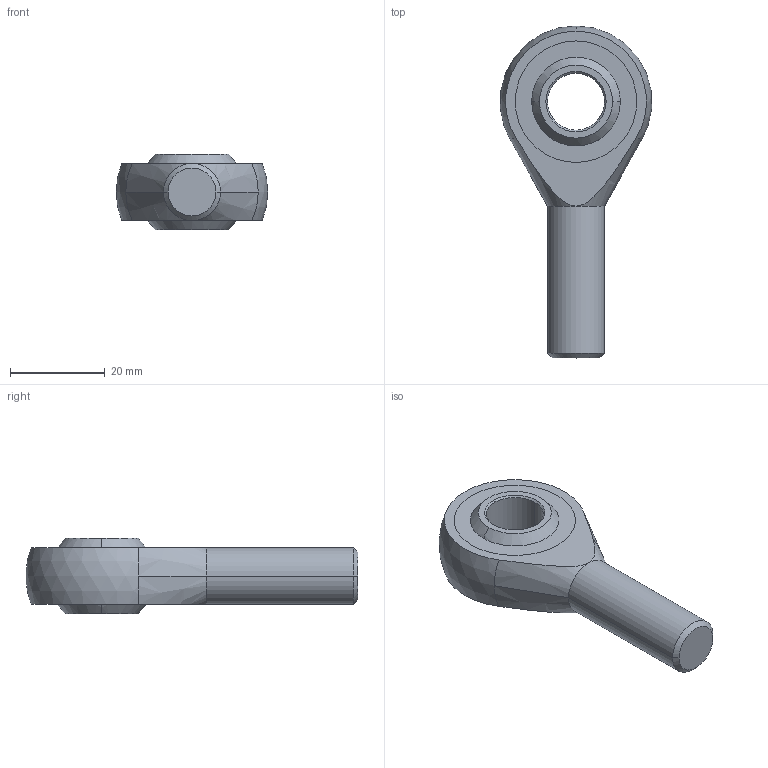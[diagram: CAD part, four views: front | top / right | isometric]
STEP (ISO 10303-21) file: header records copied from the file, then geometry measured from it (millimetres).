
FILE_DESCRIPTION(('STEP AP214'),'1');
FILE_NAME('HALDERN_EH_22982_0132.stp','2020-02-28T09:40:14',('TraceParts'),('TraceParts S.A.'),'Spatial InterOp 3D',' ',' ');
FILE_SCHEMA(('AUTOMOTIVE_DESIGN { 1 0 10303 214 1 1 1 1 }'));
Length unit declared in the file: millimetre
Products named in the file (1): HALDERN_EH_22982_0132_1
Bounding box: 31.89 x 69.95 x 16 mm (x, y, z)
Volume: 13278.8 mm3; surface area: 8171.6 mm2
Topology: 3 solids, 3 shells, 31 faces, 73 edges, 48 vertices
Faces by surface type: cone 10, cylinder 8, plane 7, sphere 6
Entity records: 1212 total; most frequent: DIRECTION 190, CARTESIAN_POINT 171, ORIENTED_EDGE 146, AXIS2_PLACEMENT_3D 87, EDGE_CURVE 73, CIRCLE 53, VERTEX_POINT 48, EDGE_LOOP 37
